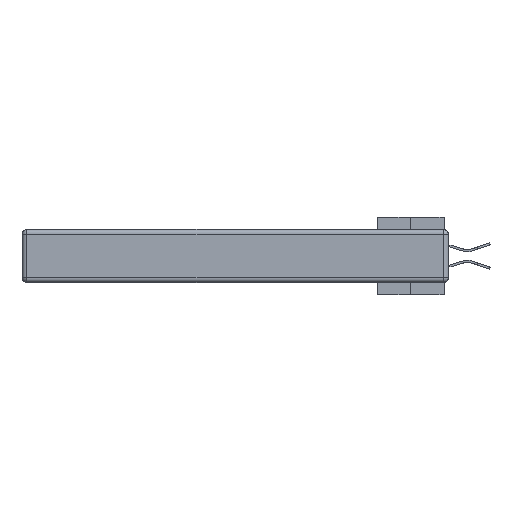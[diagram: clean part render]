
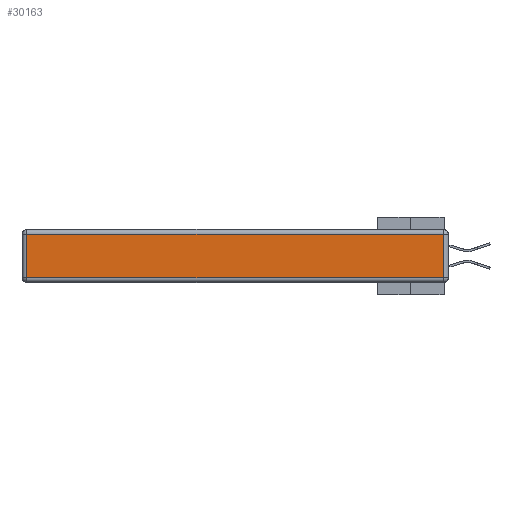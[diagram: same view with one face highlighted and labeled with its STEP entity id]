
A CAD part, left-side view. The second image highlights one B-rep face of the part: STEP entity #30163.
In plain terms, the highlighted planar face has unit normal (-1, 0, 0).
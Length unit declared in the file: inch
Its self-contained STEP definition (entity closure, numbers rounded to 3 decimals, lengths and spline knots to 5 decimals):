
#1575 = CARTESIAN_POINT ( 'NONE',  ( 0., 2.72, -0.03 ) ) ;
#2602 = AXIS2_PLACEMENT_3D ( 'NONE', #27221, #24215, #21514 ) ;
#3200 = ORIENTED_EDGE ( 'NONE', *, *, #19143, .T. ) ;
#3381 = FACE_OUTER_BOUND ( 'NONE', #3905, .T. ) ;
#3905 = EDGE_LOOP ( 'NONE', ( #30908, #3200, #13620, #14617 ) ) ;
#4621 = LINE ( 'NONE', #28012, #19384 ) ;
#5521 = VERTEX_POINT ( 'NONE', #37344 ) ;
#7724 = CARTESIAN_POINT ( 'NONE',  ( 0., 2.72, -0.313 ) ) ;
#8173 = VERTEX_POINT ( 'NONE', #9501 ) ;
#9501 = CARTESIAN_POINT ( 'NONE',  ( 0., 0.03, -0.03 ) ) ;
#12985 = CARTESIAN_POINT ( 'NONE',  ( 0., 2.75, -0.03 ) ) ;
#13620 = ORIENTED_EDGE ( 'NONE', *, *, #35062, .T. ) ;
#14617 = ORIENTED_EDGE ( 'NONE', *, *, #32246, .T. ) ;
#14938 = DIRECTION ( 'NONE',  ( 0., 0., 1. ) ) ;
#18052 = PLANE ( 'NONE',  #2602 ) ;
#18947 = VERTEX_POINT ( 'NONE', #7724 ) ;
#19143 = EDGE_CURVE ( 'NONE', #5521, #8173, #36549, .T. ) ;
#19384 = VECTOR ( 'NONE', #19457, 39.37008 ) ;
#19457 = DIRECTION ( 'NONE',  ( 0., 0., -1. ) ) ;
#19961 = CARTESIAN_POINT ( 'NONE',  ( 0., 0.03, -0.343 ) ) ;
#21514 = DIRECTION ( 'NONE',  ( 0., 0., 1. ) ) ;
#24215 = DIRECTION ( 'NONE',  ( -1., 0., 0. ) ) ;
#25673 = LINE ( 'NONE', #29269, #31705 ) ;
#27221 = CARTESIAN_POINT ( 'NONE',  ( 0., 0., -0.343 ) ) ;
#27971 = DIRECTION ( 'NONE',  ( 0., 1., 0. ) ) ;
#28012 = CARTESIAN_POINT ( 'NONE',  ( 0., 2.72, -0.343 ) ) ;
#28480 = VECTOR ( 'NONE', #27971, 39.37008 ) ;
#29048 = VERTEX_POINT ( 'NONE', #1575 ) ;
#29269 = CARTESIAN_POINT ( 'NONE',  ( 0., 0., -0.313 ) ) ;
#30163 = ADVANCED_FACE ( 'NONE', ( #3381 ), #18052, .T. ) ;
#30908 = ORIENTED_EDGE ( 'NONE', *, *, #35242, .T. ) ;
#31705 = VECTOR ( 'NONE', #35331, 39.37008 ) ;
#32246 = EDGE_CURVE ( 'NONE', #29048, #18947, #4621, .T. ) ;
#34283 = VECTOR ( 'NONE', #14938, 39.37008 ) ;
#35062 = EDGE_CURVE ( 'NONE', #8173, #29048, #36360, .T. ) ;
#35242 = EDGE_CURVE ( 'NONE', #18947, #5521, #25673, .T. ) ;
#35331 = DIRECTION ( 'NONE',  ( 0., -1., 0. ) ) ;
#36360 = LINE ( 'NONE', #12985, #28480 ) ;
#36549 = LINE ( 'NONE', #19961, #34283 ) ;
#37344 = CARTESIAN_POINT ( 'NONE',  ( 0., 0.03, -0.313 ) ) ;
